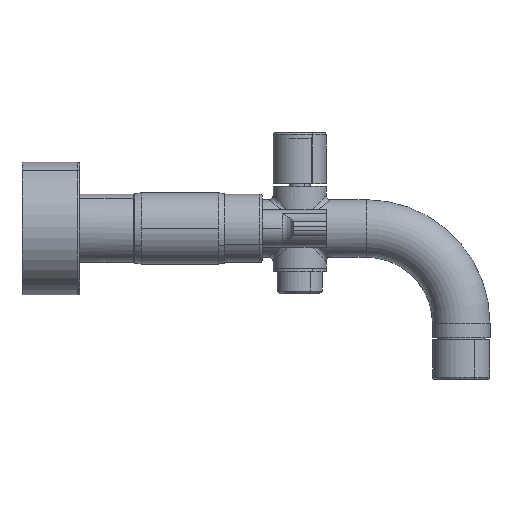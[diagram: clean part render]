
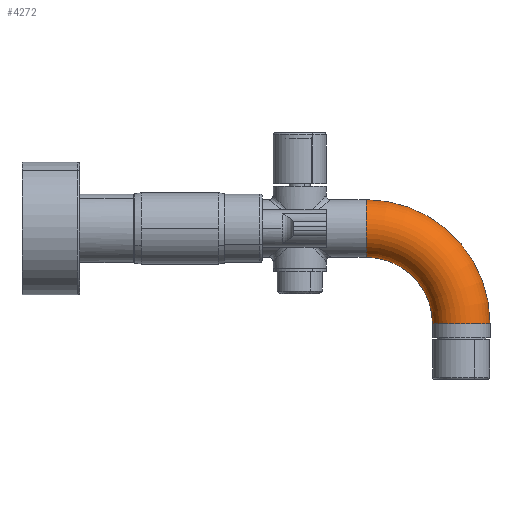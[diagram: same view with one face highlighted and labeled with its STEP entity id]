
A CAD part, front view. The second image highlights one B-rep face of the part: STEP entity #4272.
In plain terms, the highlighted toroidal (fillet/blend) face has major radius 43 mm and minor radius 13 mm.
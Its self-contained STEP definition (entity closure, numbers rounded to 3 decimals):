
#3645=CARTESIAN_POINT('Vertex',(84.25,0.,-13.)) ;
#3648=CARTESIAN_POINT('Axis2P3D Location',(84.25,0.,0.)) ;
#3652=CARTESIAN_POINT('Vertex',(84.25,0.,13.)) ;
#4242=CARTESIAN_POINT('Axis2P3D Location',(84.25,0.,-43.)) ;
#4247=CARTESIAN_POINT('Axis2P3D Location',(127.25,0.,-43.)) ;
#4251=CARTESIAN_POINT('Vertex',(114.25,0.,-43.)) ;
#4253=CARTESIAN_POINT('Vertex',(140.25,0.,-43.)) ;
#4256=CARTESIAN_POINT('Axis2P3D Location',(84.25,0.,-43.)) ;
#4261=CARTESIAN_POINT('Axis2P3D Location',(84.25,0.,-43.)) ;
#3649=DIRECTION('Axis2P3D Direction',(-1.,0.,0.)) ;
#4243=DIRECTION('Axis2P3D Direction',(0.,1.,0.)) ;
#4244=DIRECTION('Axis2P3D XDirection',(1.,0.,0.)) ;
#4248=DIRECTION('Axis2P3D Direction',(0.,0.,1.)) ;
#4257=DIRECTION('Axis2P3D Direction',(0.,-1.,0.)) ;
#4262=DIRECTION('Axis2P3D Direction',(0.,-1.,0.)) ;
#3650=AXIS2_PLACEMENT_3D('Circle Axis2P3D',#3648,#3649,$) ;
#4245=AXIS2_PLACEMENT_3D('Torus Axis2P3D',#4242,#4243,#4244) ;
#4249=AXIS2_PLACEMENT_3D('Circle Axis2P3D',#4247,#4248,$) ;
#4258=AXIS2_PLACEMENT_3D('Circle Axis2P3D',#4256,#4257,$) ;
#4263=AXIS2_PLACEMENT_3D('Circle Axis2P3D',#4261,#4262,$) ;
#3651=CIRCLE('generated circle',#3650,13.) ;
#4250=CIRCLE('generated circle',#4249,13.) ;
#4259=CIRCLE('generated circle',#4258,56.) ;
#4264=CIRCLE('generated circle',#4263,30.) ;
#4246=TOROIDAL_SURFACE('homeo Torus',#4245,43.,13.) ;
#3654=EDGE_CURVE('',#3646,#3653,#3651,.T.) ;
#4255=EDGE_CURVE('',#4252,#4254,#4250,.T.) ;
#4260=EDGE_CURVE('',#4254,#3653,#4259,.T.) ;
#4265=EDGE_CURVE('',#4252,#3646,#4264,.T.) ;
#4267=ORIENTED_EDGE('',*,*,#4255,.T.) ;
#4268=ORIENTED_EDGE('',*,*,#4260,.T.) ;
#4269=ORIENTED_EDGE('',*,*,#3654,.F.) ;
#4270=ORIENTED_EDGE('',*,*,#4265,.F.) ;
#4266=EDGE_LOOP('',(#4267,#4268,#4269,#4270)) ;
#3646=VERTEX_POINT('',#3645) ;
#3653=VERTEX_POINT('',#3652) ;
#4252=VERTEX_POINT('',#4251) ;
#4254=VERTEX_POINT('',#4253) ;
#4272=ADVANCED_FACE('BA00010 0_AllCATPart.1\\PartBody',(#4271),#4246,.T.) ;
#4271=FACE_OUTER_BOUND('',#4266,.T.) ;
